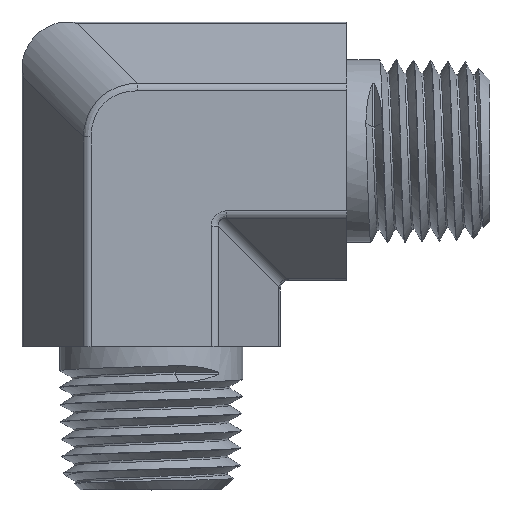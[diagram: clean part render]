
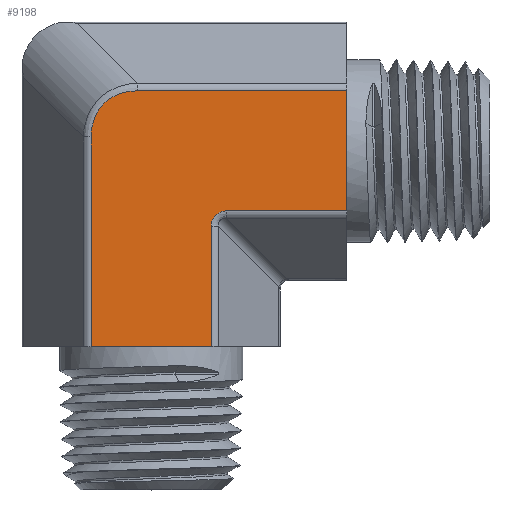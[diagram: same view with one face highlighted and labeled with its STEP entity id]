
A CAD part, top view. The second image highlights one B-rep face of the part: STEP entity #9198.
In plain terms, the highlighted planar face has unit normal (0, 0, 1).
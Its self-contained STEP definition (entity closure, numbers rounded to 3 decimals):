
#176=DIRECTION('',(0.,-1.,0.));
#177=VECTOR('',#176,6.755);
#178=CARTESIAN_POINT('',(11.,3.377,6.35));
#179=LINE('',#178,#177);
#420=DIRECTION('',(0.,1.,0.));
#421=VECTOR('',#420,11.779);
#422=CARTESIAN_POINT('',(-3.377,-11.,6.35));
#423=LINE('',#422,#421);
#427=CARTESIAN_POINT('',(-0.779,3.377,6.35));
#428=CARTESIAN_POINT('',(-0.838,3.377,6.35));
#429=CARTESIAN_POINT('',(-0.953,3.374,6.35));
#430=CARTESIAN_POINT('',(-1.121,3.361,6.35));
#431=CARTESIAN_POINT('',(-1.284,3.338,6.35));
#432=CARTESIAN_POINT('',(-1.442,3.307,6.35));
#433=CARTESIAN_POINT('',(-1.594,3.268,6.35));
#434=CARTESIAN_POINT('',(-1.74,3.222,6.35));
#435=CARTESIAN_POINT('',(-1.881,3.167,6.35));
#436=CARTESIAN_POINT('',(-2.016,3.106,6.35));
#437=CARTESIAN_POINT('',(-2.145,3.038,6.35));
#438=CARTESIAN_POINT('',(-2.269,2.964,6.35));
#439=CARTESIAN_POINT('',(-2.386,2.882,6.35));
#440=CARTESIAN_POINT('',(-2.497,2.795,6.35));
#441=CARTESIAN_POINT('',(-2.603,2.702,6.35));
#442=CARTESIAN_POINT('',(-2.702,2.603,6.35));
#443=CARTESIAN_POINT('',(-2.795,2.497,6.35));
#444=CARTESIAN_POINT('',(-2.882,2.386,6.35));
#445=CARTESIAN_POINT('',(-2.964,2.269,6.35));
#446=CARTESIAN_POINT('',(-3.038,2.145,6.35));
#447=CARTESIAN_POINT('',(-3.106,2.016,6.35));
#448=CARTESIAN_POINT('',(-3.167,1.881,6.35));
#449=CARTESIAN_POINT('',(-3.222,1.74,6.35));
#450=CARTESIAN_POINT('',(-3.268,1.594,6.35));
#451=CARTESIAN_POINT('',(-3.307,1.442,6.35));
#452=CARTESIAN_POINT('',(-3.338,1.284,6.35));
#453=CARTESIAN_POINT('',(-3.361,1.121,6.35));
#454=CARTESIAN_POINT('',(-3.374,0.953,6.35));
#455=CARTESIAN_POINT('',(-3.377,0.838,6.35));
#456=CARTESIAN_POINT('',(-3.377,0.779,6.35));
#461=DIRECTION('',(1.,0.,0.));
#462=VECTOR('',#461,11.779);
#463=CARTESIAN_POINT('',(-0.779,3.377,6.35));
#464=LINE('',#463,#462);
#468=DIRECTION('',(-1.,0.,0.));
#469=VECTOR('',#468,6.756);
#470=CARTESIAN_POINT('',(11.,-3.377,6.35));
#471=LINE('',#470,#469);
#475=CARTESIAN_POINT('',(3.377,-4.244,6.35));
#476=CARTESIAN_POINT('',(3.377,-4.217,6.35));
#477=CARTESIAN_POINT('',(3.379,-4.166,6.35));
#478=CARTESIAN_POINT('',(3.388,-4.09,6.35));
#479=CARTESIAN_POINT('',(3.401,-4.019,6.35));
#480=CARTESIAN_POINT('',(3.42,-3.951,6.35));
#481=CARTESIAN_POINT('',(3.443,-3.888,6.35));
#482=CARTESIAN_POINT('',(3.469,-3.829,6.35));
#483=CARTESIAN_POINT('',(3.498,-3.776,6.35));
#484=CARTESIAN_POINT('',(3.529,-3.726,6.35));
#485=CARTESIAN_POINT('',(3.563,-3.681,6.35));
#486=CARTESIAN_POINT('',(3.6,-3.639,6.35));
#487=CARTESIAN_POINT('',(3.639,-3.6,6.35));
#488=CARTESIAN_POINT('',(3.681,-3.563,6.35));
#489=CARTESIAN_POINT('',(3.726,-3.529,6.35));
#490=CARTESIAN_POINT('',(3.776,-3.497,6.35));
#491=CARTESIAN_POINT('',(3.83,-3.468,6.35));
#492=CARTESIAN_POINT('',(3.888,-3.442,6.35));
#493=CARTESIAN_POINT('',(3.951,-3.42,6.35));
#494=CARTESIAN_POINT('',(4.019,-3.401,6.35));
#495=CARTESIAN_POINT('',(4.091,-3.388,6.35));
#496=CARTESIAN_POINT('',(4.166,-3.379,6.35));
#497=CARTESIAN_POINT('',(4.217,-3.377,6.35));
#498=CARTESIAN_POINT('',(4.244,-3.377,6.35));
#503=DIRECTION('',(0.,1.,0.));
#504=VECTOR('',#503,6.756);
#505=CARTESIAN_POINT('',(3.377,-11.,6.35));
#506=LINE('',#505,#504);
#715=DIRECTION('',(-1.,0.,0.));
#716=VECTOR('',#715,6.755);
#717=CARTESIAN_POINT('',(3.377,-11.,6.35));
#718=LINE('',#717,#716);
#8640=CARTESIAN_POINT('',(3.377,-11.,6.35));
#8641=CARTESIAN_POINT('',(3.377,-4.244,6.35));
#8642=VERTEX_POINT('',#8640);
#8643=VERTEX_POINT('',#8641);
#8646=CARTESIAN_POINT('',(11.,-3.377,6.35));
#8647=CARTESIAN_POINT('',(4.244,-3.377,6.35));
#8648=VERTEX_POINT('',#8646);
#8649=VERTEX_POINT('',#8647);
#8679=CARTESIAN_POINT('',(-3.377,-11.,6.35));
#8680=CARTESIAN_POINT('',(-3.377,0.779,6.35));
#8681=VERTEX_POINT('',#8679);
#8682=VERTEX_POINT('',#8680);
#8695=CARTESIAN_POINT('',(-0.779,3.377,6.35));
#8696=CARTESIAN_POINT('',(11.,3.377,6.35));
#8697=VERTEX_POINT('',#8695);
#8698=VERTEX_POINT('',#8696);
#9177=CARTESIAN_POINT('',(0.,3.666,6.35));
#9178=DIRECTION('',(0.,0.,1.));
#9179=DIRECTION('',(0.,-1.,0.));
#9180=AXIS2_PLACEMENT_3D('',#9177,#9178,#9179);
#9181=PLANE('',#9180);
#9182=ORIENTED_EDGE('',*,*,#9167,.T.);
#9184=ORIENTED_EDGE('',*,*,#9183,.F.);
#9186=ORIENTED_EDGE('',*,*,#9185,.T.);
#9187=ORIENTED_EDGE('',*,*,#8867,.T.);
#9189=ORIENTED_EDGE('',*,*,#9188,.T.);
#9191=ORIENTED_EDGE('',*,*,#9190,.F.);
#9193=ORIENTED_EDGE('',*,*,#9192,.F.);
#9195=ORIENTED_EDGE('',*,*,#9194,.T.);
#9196=EDGE_LOOP('',(#9182,#9184,#9186,#9187,#9189,#9191,#9193,#9195));
#9197=FACE_OUTER_BOUND('',#9196,.F.);
#457=B_SPLINE_CURVE_WITH_KNOTS('',3,(#427,#428,#429,#430,#431,#432,#433,#434,
#435,#436,#437,#438,#439,#440,#441,#442,#443,#444,#445,#446,#447,#448,#449,#450,
#451,#452,#453,#454,#455,#456),.UNSPECIFIED.,.F.,.F.,(4,1,1,1,1,1,1,1,1,1,1,1,1,
1,1,1,1,1,1,1,1,1,1,1,1,1,1,4),(0.,0.037,0.074,
0.111,0.148,0.185,0.222,
0.259,0.296,0.333,0.37,
0.407,0.444,0.481,0.519,
0.556,0.593,0.63,0.667,
0.704,0.741,0.778,0.815,
0.852,0.889,0.926,0.963,1.),
.UNSPECIFIED.);
#499=B_SPLINE_CURVE_WITH_KNOTS('',3,(#475,#476,#477,#478,#479,#480,#481,#482,
#483,#484,#485,#486,#487,#488,#489,#490,#491,#492,#493,#494,#495,#496,#497,
#498),.UNSPECIFIED.,.F.,.F.,(4,1,1,1,1,1,1,1,1,1,1,1,1,1,1,1,1,1,1,1,1,4),(0.,
0.048,0.095,0.143,0.19,
0.238,0.286,0.333,0.381,
0.429,0.476,0.524,0.571,
0.619,0.667,0.714,0.762,
0.81,0.857,0.905,0.952,1.),
.UNSPECIFIED.);
#8867=EDGE_CURVE('',#8698,#8648,#179,.T.);
#9167=EDGE_CURVE('',#8681,#8682,#423,.T.);
#9183=EDGE_CURVE('',#8697,#8682,#457,.T.);
#9185=EDGE_CURVE('',#8697,#8698,#464,.T.);
#9188=EDGE_CURVE('',#8648,#8649,#471,.T.);
#9190=EDGE_CURVE('',#8643,#8649,#499,.T.);
#9192=EDGE_CURVE('',#8642,#8643,#506,.T.);
#9194=EDGE_CURVE('',#8642,#8681,#718,.T.);
#9198=ADVANCED_FACE('',(#9197),#9181,.T.);
